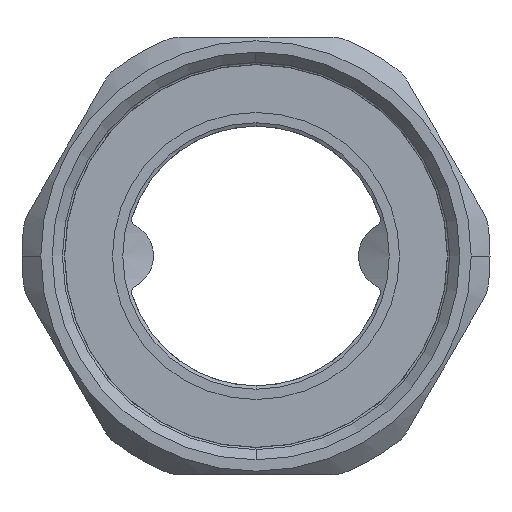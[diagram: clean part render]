
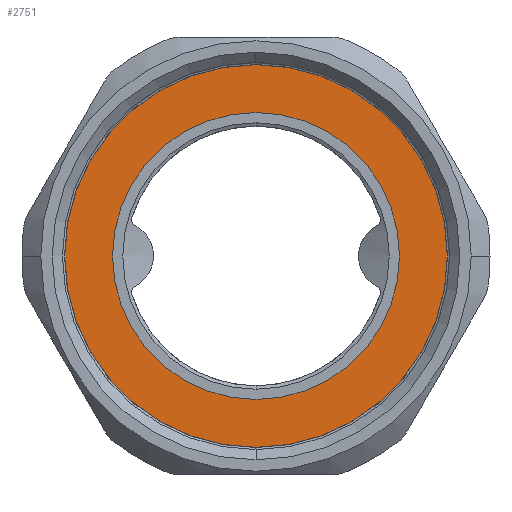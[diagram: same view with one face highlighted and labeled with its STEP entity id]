
A CAD part, left-side view. The second image highlights one B-rep face of the part: STEP entity #2751.
In plain terms, the highlighted face is planar.
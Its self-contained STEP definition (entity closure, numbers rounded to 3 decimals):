
#2662=CARTESIAN_POINT('',(0.,0.,0.));
#2663=DIRECTION('',(0.,1.,0.));
#2664=DIRECTION('',(1.,0.,0.));
#2665=AXIS2_PLACEMENT_3D('',#2662,#2663,#2664);
#2667=CARTESIAN_POINT('',(0.,0.,0.));
#2668=DIRECTION('',(0.,1.,0.));
#2669=DIRECTION('',(-1.,0.,0.));
#2670=AXIS2_PLACEMENT_3D('',#2667,#2668,#2669);
#2672=CARTESIAN_POINT('',(0.,0.,0.));
#2673=DIRECTION('',(0.,-1.,0.));
#2674=DIRECTION('',(1.,0.,0.));
#2675=AXIS2_PLACEMENT_3D('',#2672,#2673,#2674);
#2677=CARTESIAN_POINT('',(0.,0.,0.));
#2678=DIRECTION('',(0.,-1.,0.));
#2679=DIRECTION('',(-1.,0.,0.));
#2680=AXIS2_PLACEMENT_3D('',#2677,#2678,#2679);
#2718=CARTESIAN_POINT('',(28.,0.,0.));
#2719=CARTESIAN_POINT('',(-28.,0.,0.));
#2720=VERTEX_POINT('',#2718);
#2721=VERTEX_POINT('',#2719);
#2722=CARTESIAN_POINT('',(21.,0.,0.));
#2723=CARTESIAN_POINT('',(-21.,0.,0.));
#2724=VERTEX_POINT('',#2722);
#2725=VERTEX_POINT('',#2723);
#2734=CARTESIAN_POINT('',(0.,0.,0.));
#2735=DIRECTION('',(0.,1.,0.));
#2736=DIRECTION('',(1.,0.,0.));
#2737=AXIS2_PLACEMENT_3D('',#2734,#2735,#2736);
#2738=PLANE('',#2737);
#2740=ORIENTED_EDGE('',*,*,#2739,.T.);
#2742=ORIENTED_EDGE('',*,*,#2741,.T.);
#2743=EDGE_LOOP('',(#2740,#2742));
#2744=FACE_OUTER_BOUND('',#2743,.F.);
#2746=ORIENTED_EDGE('',*,*,#2745,.T.);
#2748=ORIENTED_EDGE('',*,*,#2747,.T.);
#2749=EDGE_LOOP('',(#2746,#2748));
#2750=FACE_BOUND('',#2749,.F.);
#2751=ADVANCED_FACE('',(#2744,#2750),#2738,.F.);
#2666=CIRCLE('',#2665,28.);
#2671=CIRCLE('',#2670,28.);
#2676=CIRCLE('',#2675,21.);
#2681=CIRCLE('',#2680,21.);
#2739=EDGE_CURVE('',#2720,#2721,#2666,.T.);
#2741=EDGE_CURVE('',#2721,#2720,#2671,.T.);
#2745=EDGE_CURVE('',#2724,#2725,#2676,.T.);
#2747=EDGE_CURVE('',#2725,#2724,#2681,.T.);
